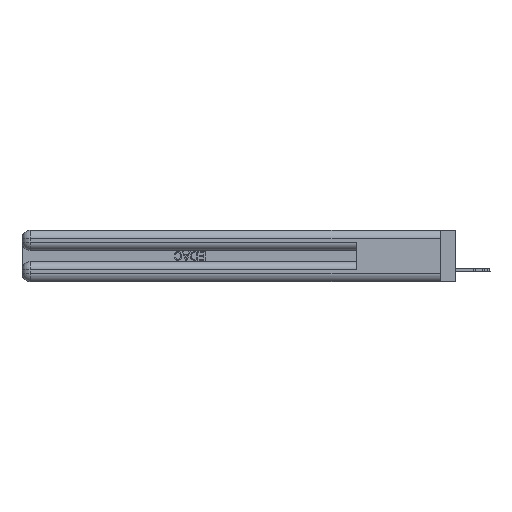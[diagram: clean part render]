
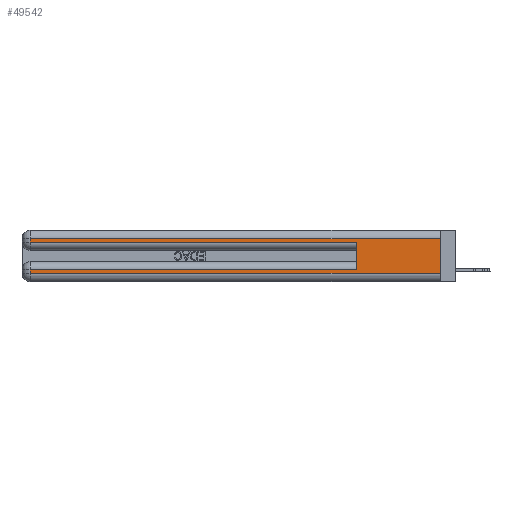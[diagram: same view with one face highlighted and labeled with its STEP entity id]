
A CAD part, left-side view. The second image highlights one B-rep face of the part: STEP entity #49542.
In plain terms, the highlighted planar face has unit normal (-1, 0, 0).
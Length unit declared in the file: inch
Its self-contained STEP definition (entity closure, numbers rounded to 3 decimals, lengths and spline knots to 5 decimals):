
#991 = DIRECTION ( 'NONE',  ( 0., 0., -1. ) ) ;
#2864 = EDGE_CURVE ( 'NONE', #13629, #11530, #7873, .T. ) ;
#3438 = DIRECTION ( 'NONE',  ( 0., -1., 0. ) ) ;
#3625 = LINE ( 'NONE', #37078, #39800 ) ;
#4454 = ORIENTED_EDGE ( 'NONE', *, *, #17330, .T. ) ;
#4642 = DIRECTION ( 'NONE',  ( 0., -1., 0. ) ) ;
#5360 = VECTOR ( 'NONE', #48476, 39.37008 ) ;
#7008 = CARTESIAN_POINT ( 'NONE',  ( 0., 0.6, 0.285 ) ) ;
#7873 = LINE ( 'NONE', #20673, #5360 ) ;
#9999 = PLANE ( 'NONE',  #20014 ) ;
#10348 = CARTESIAN_POINT ( 'NONE',  ( 0., 0.6, 0.145 ) ) ;
#10595 = CARTESIAN_POINT ( 'NONE',  ( 0., 2.94, 0.37 ) ) ;
#10874 = EDGE_CURVE ( 'NONE', #11530, #16240, #51611, .T. ) ;
#10904 = VERTEX_POINT ( 'NONE', #44249 ) ;
#10917 = EDGE_CURVE ( 'NONE', #17939, #16240, #39125, .T. ) ;
#11163 = CARTESIAN_POINT ( 'NONE',  ( 0., 2.94, 0.31 ) ) ;
#11166 = EDGE_CURVE ( 'NONE', #10904, #33146, #51565, .T. ) ;
#11530 = VERTEX_POINT ( 'NONE', #22290 ) ;
#13629 = VERTEX_POINT ( 'NONE', #15156 ) ;
#15156 = CARTESIAN_POINT ( 'NONE',  ( 0., 2.94, 0.085 ) ) ;
#15991 = VECTOR ( 'NONE', #3438, 39.37008 ) ;
#16240 = VERTEX_POINT ( 'NONE', #44509 ) ;
#16443 = LINE ( 'NONE', #44273, #36418 ) ;
#16644 = VERTEX_POINT ( 'NONE', #11163 ) ;
#17330 = EDGE_CURVE ( 'NONE', #10904, #13629, #3625, .T. ) ;
#17832 = CARTESIAN_POINT ( 'NONE',  ( 0., 0., 0.37 ) ) ;
#17939 = VERTEX_POINT ( 'NONE', #22079 ) ;
#18411 = ORIENTED_EDGE ( 'NONE', *, *, #10917, .F. ) ;
#18531 = DIRECTION ( 'NONE',  ( 0., 0., 1. ) ) ;
#19075 = CARTESIAN_POINT ( 'NONE',  ( 0., 2.94, 0.285 ) ) ;
#20014 = AXIS2_PLACEMENT_3D ( 'NONE', #17832, #49799, #37890 ) ;
#20673 = CARTESIAN_POINT ( 'NONE',  ( 0., 2.94, 0.37 ) ) ;
#22032 = DIRECTION ( 'NONE',  ( 0., 0., -1. ) ) ;
#22079 = CARTESIAN_POINT ( 'NONE',  ( 0., 0., 0.31 ) ) ;
#22290 = CARTESIAN_POINT ( 'NONE',  ( 0., 2.94, 0.06 ) ) ;
#24145 = DIRECTION ( 'NONE',  ( 0., 1., 0. ) ) ;
#24231 = LINE ( 'NONE', #10595, #34883 ) ;
#24656 = LINE ( 'NONE', #27265, #15991 ) ;
#24805 = CARTESIAN_POINT ( 'NONE',  ( 0., 0., 0.37 ) ) ;
#24973 = ORIENTED_EDGE ( 'NONE', *, *, #11166, .F. ) ;
#25575 = EDGE_CURVE ( 'NONE', #38467, #33146, #24656, .T. ) ;
#27265 = CARTESIAN_POINT ( 'NONE',  ( 0., 0., 0.285 ) ) ;
#29049 = VECTOR ( 'NONE', #991, 39.37008 ) ;
#31117 = ORIENTED_EDGE ( 'NONE', *, *, #10874, .T. ) ;
#31580 = VECTOR ( 'NONE', #4642, 39.37008 ) ;
#31750 = EDGE_LOOP ( 'NONE', ( #18411, #50174, #46032, #41728, #24973, #4454, #38165, #31117 ) ) ;
#33146 = VERTEX_POINT ( 'NONE', #7008 ) ;
#34883 = VECTOR ( 'NONE', #22032, 39.37008 ) ;
#36010 = CARTESIAN_POINT ( 'NONE',  ( 0., 0., 0.06 ) ) ;
#36418 = VECTOR ( 'NONE', #24145, 39.37008 ) ;
#37078 = CARTESIAN_POINT ( 'NONE',  ( 0., 0., 0.085 ) ) ;
#37890 = DIRECTION ( 'NONE',  ( 0., 0., -1. ) ) ;
#38165 = ORIENTED_EDGE ( 'NONE', *, *, #2864, .T. ) ;
#38467 = VERTEX_POINT ( 'NONE', #19075 ) ;
#39125 = LINE ( 'NONE', #24805, #29049 ) ;
#39800 = VECTOR ( 'NONE', #44598, 39.37008 ) ;
#41728 = ORIENTED_EDGE ( 'NONE', *, *, #25575, .T. ) ;
#44249 = CARTESIAN_POINT ( 'NONE',  ( 0., 0.6, 0.085 ) ) ;
#44273 = CARTESIAN_POINT ( 'NONE',  ( 0., 0., 0.31 ) ) ;
#44509 = CARTESIAN_POINT ( 'NONE',  ( 0., 0., 0.06 ) ) ;
#44598 = DIRECTION ( 'NONE',  ( 0., 1., 0. ) ) ;
#44718 = EDGE_CURVE ( 'NONE', #17939, #16644, #16443, .T. ) ;
#46032 = ORIENTED_EDGE ( 'NONE', *, *, #50720, .T. ) ;
#48429 = VECTOR ( 'NONE', #18531, 39.37008 ) ;
#48476 = DIRECTION ( 'NONE',  ( 0., 0., -1. ) ) ;
#49542 = ADVANCED_FACE ( 'NONE', ( #50691 ), #9999, .F. ) ;
#49799 = DIRECTION ( 'NONE',  ( 1., 0., 0. ) ) ;
#50174 = ORIENTED_EDGE ( 'NONE', *, *, #44718, .T. ) ;
#50691 = FACE_OUTER_BOUND ( 'NONE', #31750, .T. ) ;
#50720 = EDGE_CURVE ( 'NONE', #16644, #38467, #24231, .T. ) ;
#51565 = LINE ( 'NONE', #10348, #48429 ) ;
#51611 = LINE ( 'NONE', #36010, #31580 ) ;
